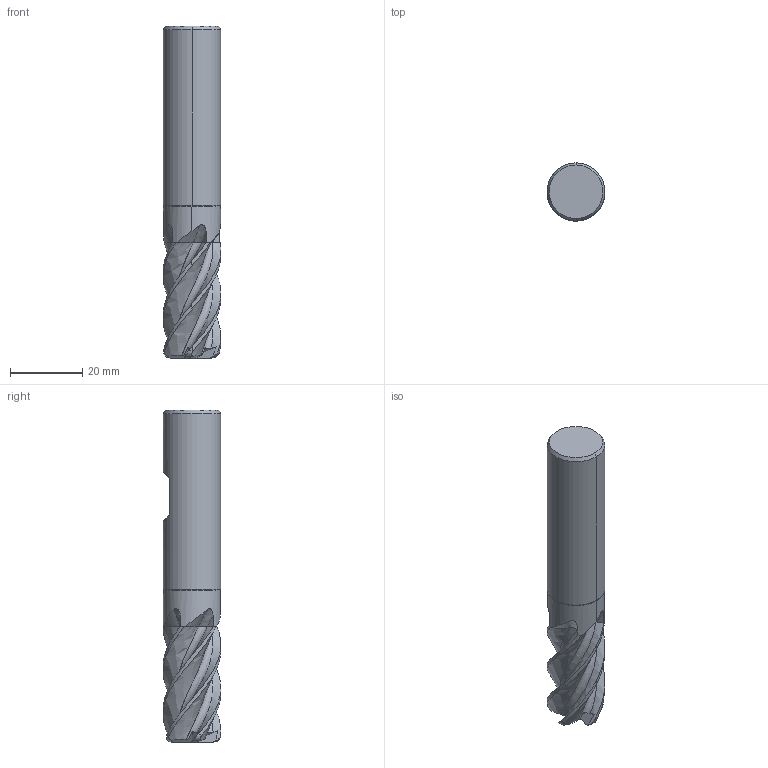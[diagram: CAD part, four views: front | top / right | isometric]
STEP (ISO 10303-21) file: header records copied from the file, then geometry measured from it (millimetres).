
FILE_DESCRIPTION(('no description'),'unknown implementation level');
FILE_NAME('EXPK1-M03-0104-16_2-Detail.stp',' ',('CIMSOURCE GmbH'),('CADClick - KiM GmbH - www.kimweb.de'),'unknown preprocess','ACIS','unknown authorization');
FILE_SCHEMA(('automotive_design'));
Length unit declared in the file: millimetre
Products named in the file (2): NOCUT; CUT
Bounding box: 16 x 16 x 92 mm (x, y, z)
Volume: 15214.1 mm3; surface area: 5682.6 mm2
Topology: 2 solids, 2 shells, 129 faces, 352 edges, 223 vertices
Faces by surface type: plane 44, bspline 40, cone 19, revolution 15, torus 7, cylinder 4
Entity records: 22881 total; most frequent: CARTESIAN_POINT 16182, STYLED_ITEM 702, PRESENTATION_STYLE_ASSIGNMENT 702, COLOUR_RGB 702, ORIENTED_EDGE 696, DIRECTION 391, EDGE_CURVE 348, CURVE_STYLE 348
